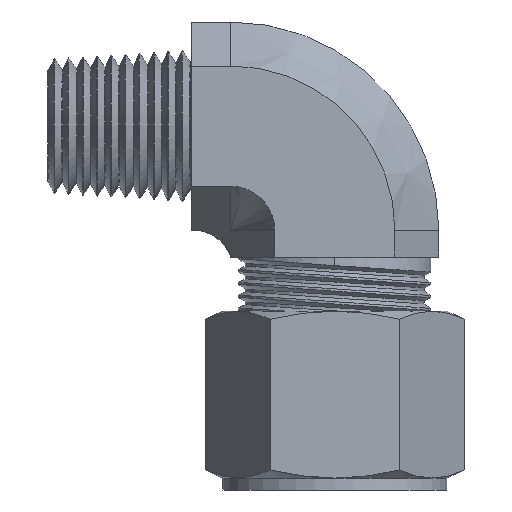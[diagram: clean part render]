
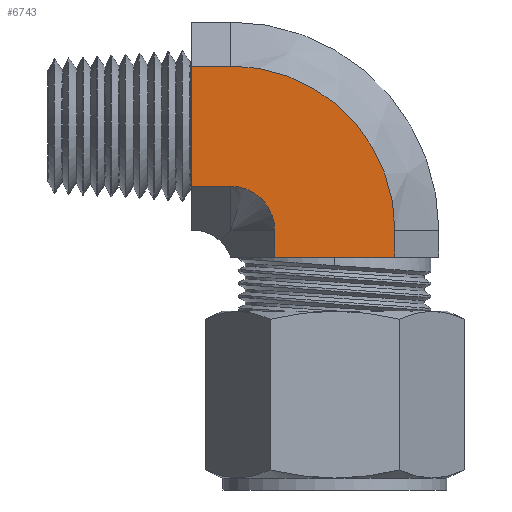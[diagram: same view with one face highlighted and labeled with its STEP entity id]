
A CAD part, left-side view. The second image highlights one B-rep face of the part: STEP entity #6743.
In plain terms, the highlighted planar face has unit normal (-1, 0, 0).
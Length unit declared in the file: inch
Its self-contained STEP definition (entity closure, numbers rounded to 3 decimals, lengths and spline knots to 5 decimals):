
#1 = EDGE_CURVE ( 'NONE', #7709, #3, #758, .T. ) ;
#3 = VERTEX_POINT ( 'NONE', #754 ) ;
#93 = VERTEX_POINT ( 'NONE', #1054 ) ;
#96 = VERTEX_POINT ( 'NONE', #1053 ) ;
#100 = EDGE_CURVE ( 'NONE', #96, #93, #1045, .T. ) ;
#137 = EDGE_CURVE ( 'NONE', #138, #7709, #1133, .T. ) ;
#138 = VERTEX_POINT ( 'NONE', #1128 ) ;
#754 = CARTESIAN_POINT ( 'NONE',  ( -0.40625, 0.23455, 0.9085 ) ) ;
#755 = DIRECTION ( 'NONE',  ( 0., 0., -1. ) ) ;
#756 = VECTOR ( 'NONE', #755, 39.37008 ) ;
#757 = CARTESIAN_POINT ( 'NONE',  ( -0.40625, 0.23455, 1.01375 ) ) ;
#758 = LINE ( 'NONE', #757, #756 ) ;
#1042 = DIRECTION ( 'NONE',  ( 0., 0., -1. ) ) ;
#1043 = VECTOR ( 'NONE', #1042, 39.37008 ) ;
#1044 = CARTESIAN_POINT ( 'NONE',  ( -0.40625, -0.23455, 1.01375 ) ) ;
#1045 = LINE ( 'NONE', #1044, #1043 ) ;
#1053 = CARTESIAN_POINT ( 'NONE',  ( -0.40625, -0.23455, 1.01375 ) ) ;
#1054 = CARTESIAN_POINT ( 'NONE',  ( -0.40625, -0.23455, 0.9085 ) ) ;
#1128 = CARTESIAN_POINT ( 'NONE',  ( -0.40625, 0.40625, 1.18545 ) ) ;
#1129 = DIRECTION ( 'NONE',  ( 0., 0., -1. ) ) ;
#1130 = DIRECTION ( 'NONE',  ( 1., 0., 0. ) ) ;
#1131 = CARTESIAN_POINT ( 'NONE',  ( -0.40625, 0.40625, 1.01375 ) ) ;
#1132 = AXIS2_PLACEMENT_3D ( 'NONE', #1131, #1130, #1129 ) ;
#1133 = CIRCLE ( 'NONE', #1132, 0.1717 ) ;
#3454 = DIRECTION ( 'NONE',  ( 0., 0., -1. ) ) ;
#3455 = DIRECTION ( 'NONE',  ( 1., 0., 0. ) ) ;
#3456 = CARTESIAN_POINT ( 'NONE',  ( -0.40625, 0.40625, 1.01375 ) ) ;
#3457 = AXIS2_PLACEMENT_3D ( 'NONE', #3456, #3455, #3454 ) ;
#3458 = CIRCLE ( 'NONE', #3457, 0.6408 ) ;
#3463 = CARTESIAN_POINT ( 'NONE',  ( -0.40625, 0.40625, 1.65455 ) ) ;
#3468 = CARTESIAN_POINT ( 'NONE',  ( -0.40625, 0.40625, 1.65455 ) ) ;
#3469 = LINE ( 'NONE', #3468, #3530 ) ;
#3481 = DIRECTION ( 'NONE',  ( 0., 0., 1. ) ) ;
#3482 = DIRECTION ( 'NONE',  ( -1., 0., 0. ) ) ;
#3483 = CARTESIAN_POINT ( 'NONE',  ( -0.40625, 0.40625, 1.18545 ) ) ;
#3484 = AXIS2_PLACEMENT_3D ( 'NONE', #3483, #3482, #3481 ) ;
#3485 = PLANE ( 'NONE',  #3484 ) ;
#3486 = FACE_OUTER_BOUND ( 'NONE', #6794, .T. ) ;
#3498 = DIRECTION ( 'NONE',  ( 0., 0., 1. ) ) ;
#3499 = VECTOR ( 'NONE', #3498, 39.37008 ) ;
#3500 = CARTESIAN_POINT ( 'NONE',  ( -0.40625, 0.56, 1.18545 ) ) ;
#3501 = LINE ( 'NONE', #3500, #3499 ) ;
#3502 = DIRECTION ( 'NONE',  ( 0., 1., 0. ) ) ;
#3503 = VECTOR ( 'NONE', #3502, 39.37008 ) ;
#3504 = CARTESIAN_POINT ( 'NONE',  ( -0.40625, 0.40625, 1.18545 ) ) ;
#3505 = LINE ( 'NONE', #3504, #3503 ) ;
#3512 = CARTESIAN_POINT ( 'NONE',  ( -0.40625, 0.56, 1.65455 ) ) ;
#3529 = DIRECTION ( 'NONE',  ( 0., 1., 0. ) ) ;
#3530 = VECTOR ( 'NONE', #3529, 39.37008 ) ;
#3538 = DIRECTION ( 'NONE',  ( 0., 1., 0. ) ) ;
#3539 = VECTOR ( 'NONE', #3538, 39.37008 ) ;
#3540 = CARTESIAN_POINT ( 'NONE',  ( -0.40625, 0.40625, 0.9085 ) ) ;
#3541 = LINE ( 'NONE', #3540, #3539 ) ;
#3548 = CARTESIAN_POINT ( 'NONE',  ( -0.40625, 0.56, 1.18545 ) ) ;
#5455 = CARTESIAN_POINT ( 'NONE',  ( -0.40625, 0.23455, 1.01375 ) ) ;
#6723 = VERTEX_POINT ( 'NONE', #3463 ) ;
#6726 = EDGE_CURVE ( 'NONE', #6723, #96, #3458, .T. ) ;
#6743 = ADVANCED_FACE ( 'NONE', ( #3486 ), #3485, .T. ) ;
#6756 = EDGE_CURVE ( 'NONE', #6723, #6772, #3469, .T. ) ;
#6772 = VERTEX_POINT ( 'NONE', #3512 ) ;
#6775 = EDGE_CURVE ( 'NONE', #138, #6780, #3505, .T. ) ;
#6776 = ORIENTED_EDGE ( 'NONE', *, *, #137, .T. ) ;
#6777 = ORIENTED_EDGE ( 'NONE', *, *, #6775, .F. ) ;
#6778 = EDGE_CURVE ( 'NONE', #6780, #6772, #3501, .T. ) ;
#6780 = VERTEX_POINT ( 'NONE', #3548 ) ;
#6782 = ORIENTED_EDGE ( 'NONE', *, *, #6778, .F. ) ;
#6783 = ORIENTED_EDGE ( 'NONE', *, *, #6726, .F. ) ;
#6784 = ORIENTED_EDGE ( 'NONE', *, *, #100, .F. ) ;
#6785 = ORIENTED_EDGE ( 'NONE', *, *, #6756, .T. ) ;
#6789 = ORIENTED_EDGE ( 'NONE', *, *, #6791, .F. ) ;
#6791 = EDGE_CURVE ( 'NONE', #93, #3, #3541, .T. ) ;
#6794 = EDGE_LOOP ( 'NONE', ( #6789, #6784, #6783, #6785, #6782, #6777, #6776, #6814 ) ) ;
#6814 = ORIENTED_EDGE ( 'NONE', *, *, #1, .T. ) ;
#7709 = VERTEX_POINT ( 'NONE', #5455 ) ;
